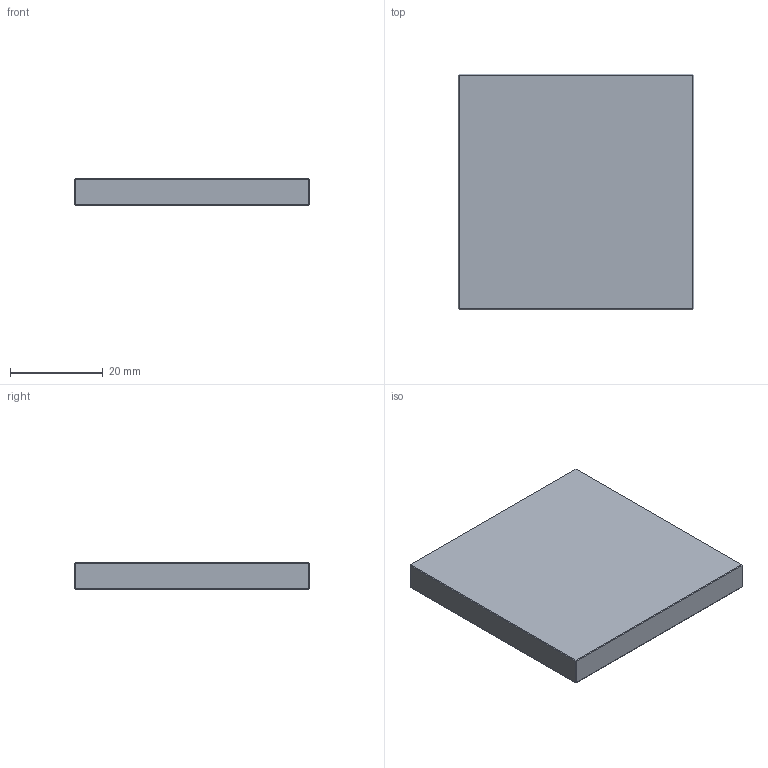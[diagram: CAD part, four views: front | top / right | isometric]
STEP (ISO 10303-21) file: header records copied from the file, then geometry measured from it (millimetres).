
FILE_DESCRIPTION (( 'STEP AP214' ), '1' );
FILE_NAME ('21695-E0W.STEP', '2012-04-24T19:48:57', ( 'Admin' ), ( 'Thorlabs, Inc.' ), 'SwSTEP 2.0', 'SolidWorks 2011', '' );
FILE_SCHEMA (( 'AUTOMOTIVE_DESIGN' ));
Length unit declared in the file: millimetre
Products named in the file (1): 21695-E0W
Bounding box: 50.8 x 50.8 x 6 mm (x, y, z)
Volume: 15475.3 mm3; surface area: 6330.1 mm2
Topology: 1 solids, 1 shells, 307 faces, 807 edges, 530 vertices
Faces by surface type: plane 170, bspline 137
Entity records: 18386 total; most frequent: CARTESIAN_POINT 8350, ORIENTED_EDGE 1614, DIRECTION 875, EDGE_CURVE 807, VECTOR 533, LINE 533, VERTEX_POINT 530, EDGE_LOOP 335
